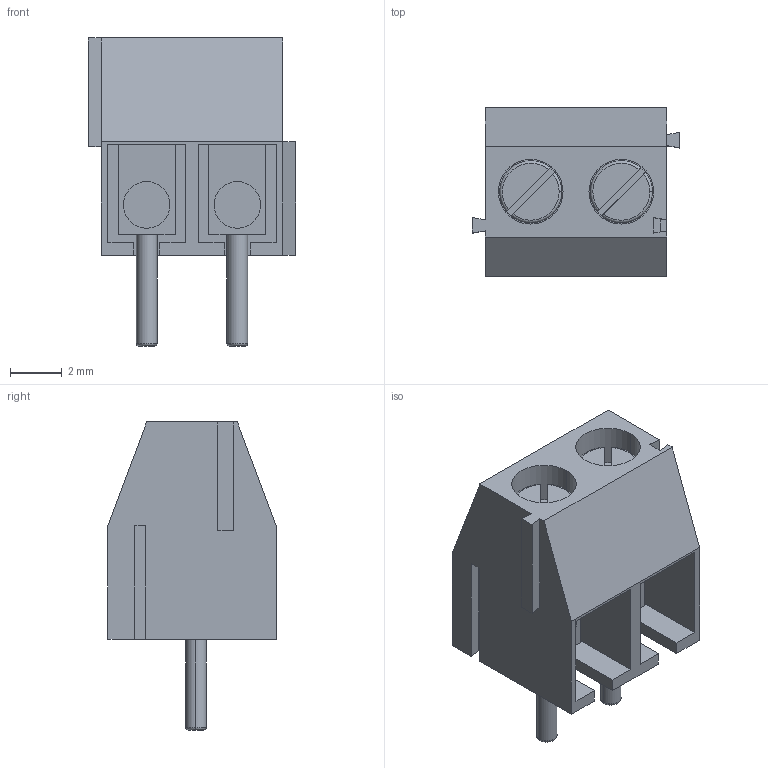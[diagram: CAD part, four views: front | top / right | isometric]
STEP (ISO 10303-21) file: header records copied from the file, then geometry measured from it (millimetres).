
FILE_DESCRIPTION (( 'STEP AP214' ), '1' );
FILE_NAME ('CONN-TH_DB301V-3.5-2P-GN.step', '2022-08-05T11:13:51', ( '' ), ( '' ), 'SwSTEP 2.0', 'SolidWorks 2020', '' );
FILE_SCHEMA (( 'AUTOMOTIVE_DESIGN' ));
Length unit declared in the file: millimetre
Products named in the file (1): CONN-TH_DB301V-3.5-2P-GN
Bounding box: 8 x 6.5 x 11.9 mm (x, y, z)
Volume: 255 mm3; surface area: 547.2 mm2
Topology: 14 solids, 14 shells, 328 faces, 907 edges, 620 vertices
Faces by surface type: plane 204, bspline 98, cylinder 16, torus 10
Entity records: 14463 total; most frequent: CARTESIAN_POINT 3490, ORIENTED_EDGE 1814, DIRECTION 1203, EDGE_CURVE 907, LINE 629, VECTOR 629, VERTEX_POINT 620, EDGE_LOOP 359
